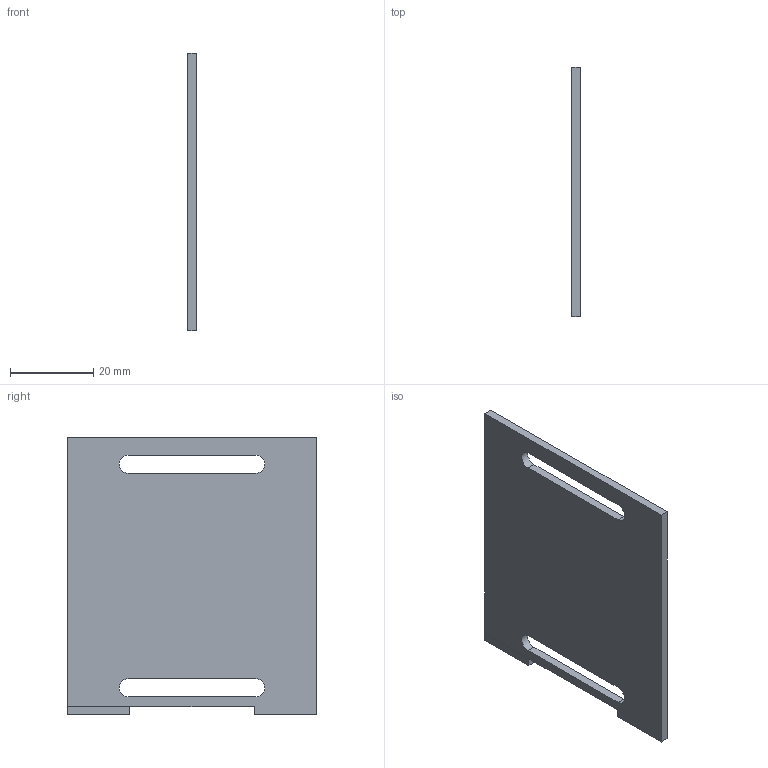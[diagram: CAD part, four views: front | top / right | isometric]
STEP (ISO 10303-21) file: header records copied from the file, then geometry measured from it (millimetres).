
FILE_DESCRIPTION(('CATIA V5 STEP Exchange','CAx-IF Rec.Pracs.--- Model Styling and Organization---1.5--- 2016-08-15','CAx-IF Rec.Pracs.---Supplemental Geometry---1.0---2011-11-01','CAx-IF Rec.Pracs.--- Composite Materials ---3.4---2017-06-13','CAx-IF Rec.Pracs.---Tessellated 3D Geometry---1.0---2015-12-17'),'2;1');
FILE_NAME('plaqe_principale_courant.stp','2025-07-23T16:54:24+00:00',('none'),('none'),'CATIA Version 5-6 Release 2023','CATIA V5 STEP AP242 v2','none');
FILE_SCHEMA(('AP242_MANAGED_MODEL_BASED_3D_ENGINEERING_MIM_LF {1 0 10303 442 1 1 4}'));
Length unit declared in the file: millimetre
Products named in the file (1): plaqe_principale_courant
Bounding box: 2 x 60 x 66.8 mm (x, y, z)
Volume: 7296.6 mm3; surface area: 8141.9 mm2
Topology: 1 solids, 2 shells, 19 faces, 55 edges, 42 vertices
Faces by surface type: plane 15, cylinder 4
Entity records: 680 total; most frequent: CARTESIAN_POINT 117, ORIENTED_EDGE 100, DIRECTION 93, EDGE_CURVE 52, VECTOR 47, LINE 47, VERTEX_POINT 36, AXIS2_PLACEMENT_3D 28
